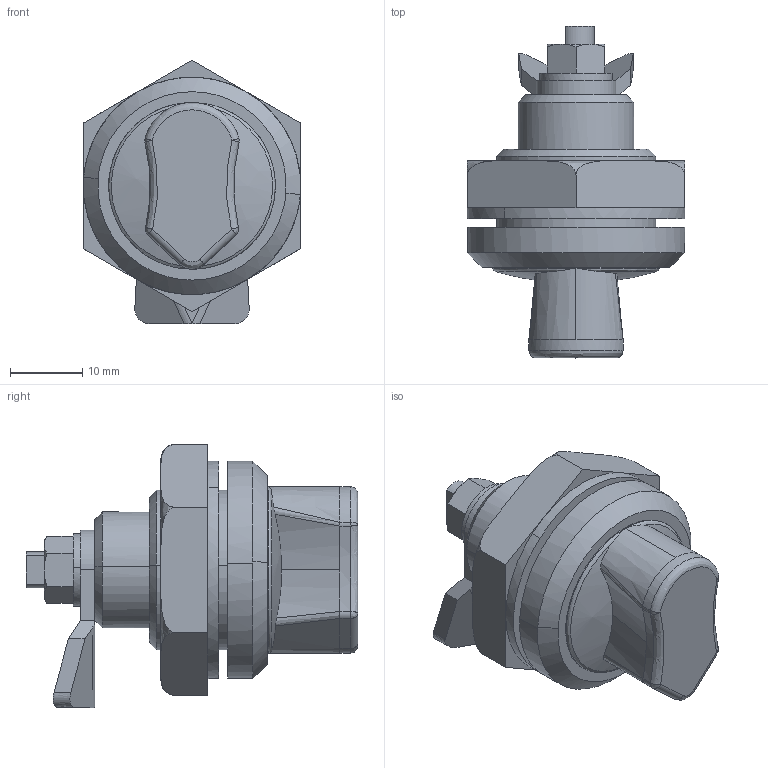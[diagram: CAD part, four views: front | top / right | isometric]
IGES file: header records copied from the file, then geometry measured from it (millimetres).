
Start section: ------------------------------------------------------------------------
Global section: file name: PC50.9240.TL_284N_5468.igs; native system: spGate; preprocessor: ver15.6.1; author: Unknown; organization: Unknown; date: 200109.113102; units: millimetre
Bounding box: 30 x 45.8 x 36.32 mm (x, y, z)
Volume: 15557.7 mm3; surface area: 9193.8 mm2
Topology: 5 solids, 5 shells, 134 faces, 317 edges, 201 vertices
Faces by surface type: bspline 134
